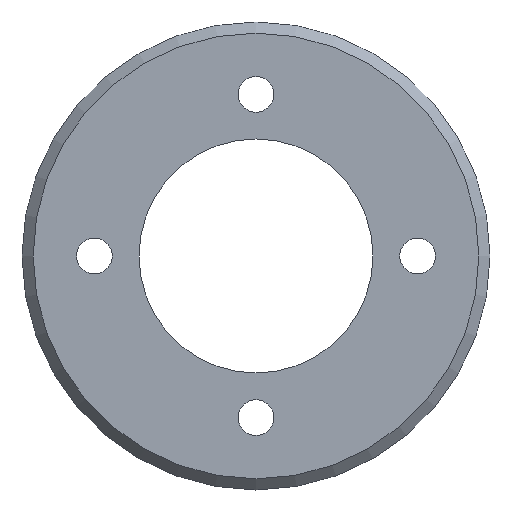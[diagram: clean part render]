
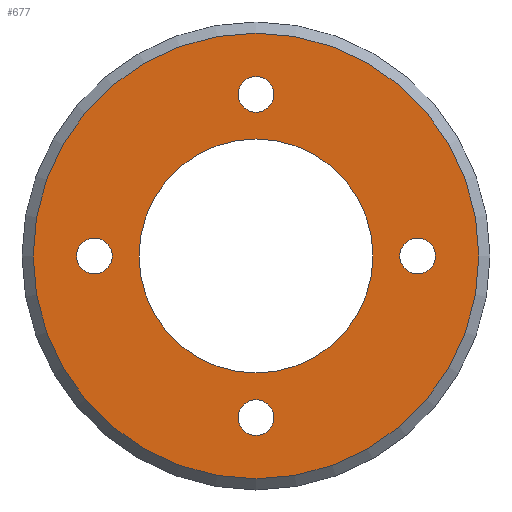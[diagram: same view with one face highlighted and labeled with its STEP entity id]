
A CAD part, front view. The second image highlights one B-rep face of the part: STEP entity #677.
In plain terms, the highlighted planar face has unit normal (0, -1, 0).
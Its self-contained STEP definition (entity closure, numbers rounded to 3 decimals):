
#21=FACE_BOUND('',#128,.T.);
#22=FACE_BOUND('',#129,.T.);
#23=FACE_BOUND('',#130,.T.);
#24=FACE_BOUND('',#131,.T.);
#25=FACE_BOUND('',#132,.T.);
#32=PLANE('',#771);
#84=FACE_OUTER_BOUND('',#127,.T.);
#127=EDGE_LOOP('',(#594));
#128=EDGE_LOOP('',(#595));
#129=EDGE_LOOP('',(#596));
#130=EDGE_LOOP('',(#597));
#131=EDGE_LOOP('',(#598));
#132=EDGE_LOOP('',(#599));
#248=CIRCLE('',#709,20.);
#289=CIRCLE('',#772,10.5);
#290=CIRCLE('',#773,1.6);
#291=CIRCLE('',#774,1.6);
#292=CIRCLE('',#775,1.6);
#293=CIRCLE('',#776,1.6);
#296=VERTEX_POINT('',#1020);
#353=VERTEX_POINT('',#1180);
#354=VERTEX_POINT('',#1182);
#355=VERTEX_POINT('',#1184);
#356=VERTEX_POINT('',#1186);
#357=VERTEX_POINT('',#1188);
#362=EDGE_CURVE('',#296,#296,#248,.F.);
#442=EDGE_CURVE('',#353,#353,#289,.F.);
#443=EDGE_CURVE('',#354,#354,#290,.F.);
#444=EDGE_CURVE('',#355,#355,#291,.F.);
#445=EDGE_CURVE('',#356,#356,#292,.F.);
#446=EDGE_CURVE('',#357,#357,#293,.F.);
#594=ORIENTED_EDGE('',*,*,#362,.F.);
#595=ORIENTED_EDGE('',*,*,#442,.T.);
#596=ORIENTED_EDGE('',*,*,#443,.T.);
#597=ORIENTED_EDGE('',*,*,#444,.T.);
#598=ORIENTED_EDGE('',*,*,#445,.T.);
#599=ORIENTED_EDGE('',*,*,#446,.T.);
#677=ADVANCED_FACE('',(#84,#21,#22,#23,#24,#25),#32,.F.);
#709=AXIS2_PLACEMENT_3D('',#1022,#802,#803);
#771=AXIS2_PLACEMENT_3D('',#1179,#965,#966);
#772=AXIS2_PLACEMENT_3D('',#1181,#967,#968);
#773=AXIS2_PLACEMENT_3D('',#1183,#969,#970);
#774=AXIS2_PLACEMENT_3D('',#1185,#971,#972);
#775=AXIS2_PLACEMENT_3D('',#1187,#973,#974);
#776=AXIS2_PLACEMENT_3D('',#1189,#975,#976);
#802=DIRECTION('center_axis',(0.,-1.,0.));
#803=DIRECTION('ref_axis',(0.,0.,1.));
#965=DIRECTION('center_axis',(0.,1.,0.));
#966=DIRECTION('ref_axis',(0.,0.,1.));
#967=DIRECTION('center_axis',(0.,-1.,0.));
#968=DIRECTION('ref_axis',(0.,0.,1.));
#969=DIRECTION('center_axis',(0.,-1.,0.));
#970=DIRECTION('ref_axis',(0.,0.,-1.));
#971=DIRECTION('center_axis',(0.,-1.,0.));
#972=DIRECTION('ref_axis',(0.,0.,-1.));
#973=DIRECTION('center_axis',(0.,-1.,0.));
#974=DIRECTION('ref_axis',(0.,0.,-1.));
#975=DIRECTION('center_axis',(0.,-1.,0.));
#976=DIRECTION('ref_axis',(0.,0.,-1.));
#1020=CARTESIAN_POINT('',(36.627,73.238,-94.321));
#1022=CARTESIAN_POINT('Origin',(36.627,73.238,-74.321));
#1179=CARTESIAN_POINT('Origin',(46.627,73.238,-37.321));
#1180=CARTESIAN_POINT('',(36.627,73.238,-84.821));
#1181=CARTESIAN_POINT('Origin',(36.627,73.238,-74.321));
#1182=CARTESIAN_POINT('',(22.127,73.238,-72.721));
#1183=CARTESIAN_POINT('Origin',(22.127,73.238,-74.321));
#1184=CARTESIAN_POINT('',(36.627,73.238,-58.221));
#1185=CARTESIAN_POINT('Origin',(36.627,73.238,-59.821));
#1186=CARTESIAN_POINT('',(36.627,73.238,-87.221));
#1187=CARTESIAN_POINT('Origin',(36.627,73.238,-88.821));
#1188=CARTESIAN_POINT('',(51.127,73.238,-72.721));
#1189=CARTESIAN_POINT('Origin',(51.127,73.238,-74.321));
